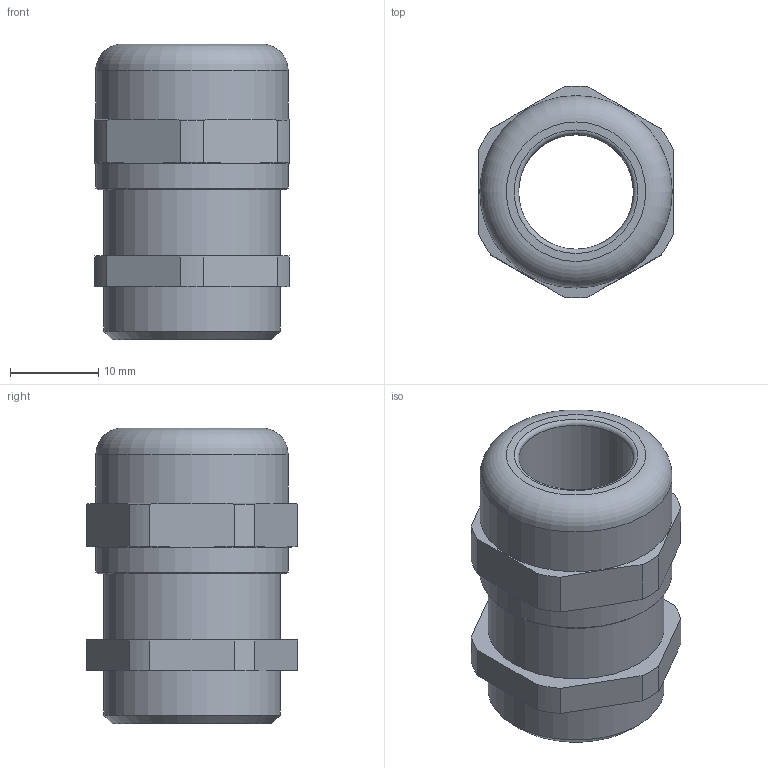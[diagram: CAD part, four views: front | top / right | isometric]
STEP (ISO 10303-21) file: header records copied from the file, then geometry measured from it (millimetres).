
FILE_DESCRIPTION(/* description */ (''),/* implementation_level */ '2;1');
FILE_NAME(/* name */ '13002300_MSBF 20.stp',/* time_stamp */ '2015-12-08T07:38:56+01:00',/* author */ ('kleemann'),/* organization */ (''),/* preprocessor_version */ 'ST-DEVELOPER v16.1',/* originating_system */ 'Autodesk Inventor 2016',/* authorisation */ '');
FILE_SCHEMA (('AUTOMOTIVE_DESIGN { 1 0 10303 214 3 1 1 }'));
Length unit declared in the file: millimetre
Products named in the file (1): MSBF20_3Dsym
Bounding box: 22 x 23.98 x 33.5 mm (x, y, z)
Volume: 7441.9 mm3; surface area: 4240.7 mm2
Topology: 1 solids, 1 shells, 77 faces, 205 edges, 136 vertices
Faces by surface type: plane 54, cylinder 17, cone 4, torus 2
Full cylindrical faces by diameter (mm): 13 x1, 20 x2, 21.8 x2
Entity records: 2320 total; most frequent: CARTESIAN_POINT 436, ORIENTED_EDGE 384, DIRECTION 370, EDGE_CURVE 192, LINE 138, VECTOR 138, VERTEX_POINT 134, AXIS2_PLACEMENT_3D 116
